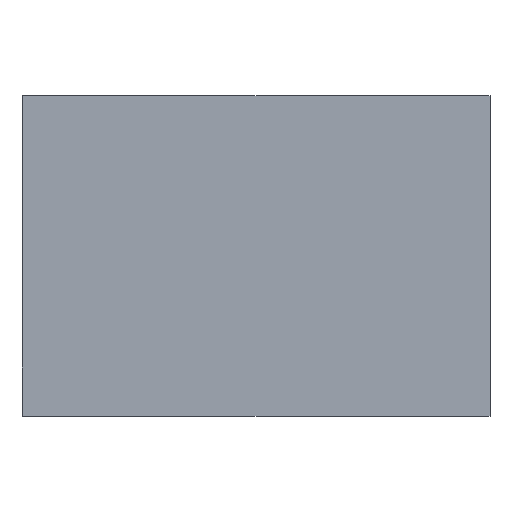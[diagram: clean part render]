
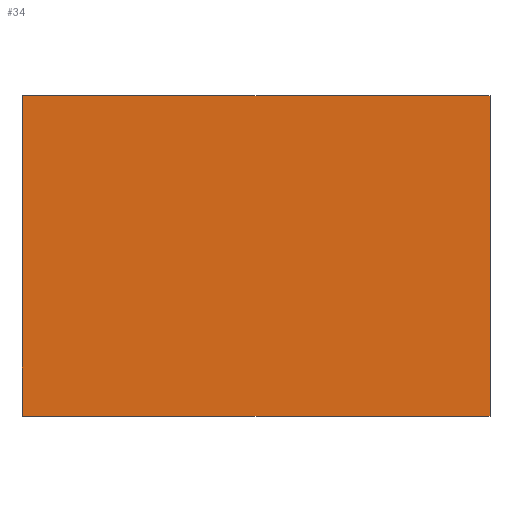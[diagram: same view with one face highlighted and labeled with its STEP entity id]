
A CAD part, top view. The second image highlights one B-rep face of the part: STEP entity #34.
In plain terms, the highlighted planar face has unit normal (0, 0, 1).
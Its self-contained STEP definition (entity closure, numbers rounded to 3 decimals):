
#5 = ORIENTED_EDGE ( 'NONE', *, *, #533, .T. ) ;
#17 = CARTESIAN_POINT ( 'NONE',  ( 0., 0., 18. ) ) ;
#34 = ADVANCED_FACE ( 'NONE', ( #234 ), #204, .T. ) ;
#55 = ORIENTED_EDGE ( 'NONE', *, *, #72, .T. ) ;
#72 = EDGE_CURVE ( 'NONE', #532, #302, #563, .T. ) ;
#86 = CARTESIAN_POINT ( 'NONE',  ( 21.4, 14.65, 18. ) ) ;
#134 = VERTEX_POINT ( 'NONE', #355 ) ;
#144 = LINE ( 'NONE', #550, #536 ) ;
#159 = DIRECTION ( 'NONE',  ( 0., -1., 0. ) ) ;
#164 = ORIENTED_EDGE ( 'NONE', *, *, #188, .T. ) ;
#166 = LINE ( 'NONE', #86, #215 ) ;
#188 = EDGE_CURVE ( 'NONE', #302, #134, #262, .T. ) ;
#204 = PLANE ( 'NONE',  #311 ) ;
#215 = VECTOR ( 'NONE', #449, 1000. ) ;
#234 = FACE_OUTER_BOUND ( 'NONE', #445, .T. ) ;
#262 = LINE ( 'NONE', #493, #333 ) ;
#265 = ORIENTED_EDGE ( 'NONE', *, *, #360, .T. ) ;
#270 = DIRECTION ( 'NONE',  ( -1., 0., 0. ) ) ;
#290 = VECTOR ( 'NONE', #159, 1000. ) ;
#291 = DIRECTION ( 'NONE',  ( 1., 0., 0. ) ) ;
#302 = VERTEX_POINT ( 'NONE', #327 ) ;
#311 = AXIS2_PLACEMENT_3D ( 'NONE', #17, #514, #291 ) ;
#327 = CARTESIAN_POINT ( 'NONE',  ( -21.4, -14.65, 18. ) ) ;
#333 = VECTOR ( 'NONE', #451, 1000. ) ;
#341 = VERTEX_POINT ( 'NONE', #491 ) ;
#355 = CARTESIAN_POINT ( 'NONE',  ( 21.4, -14.65, 18. ) ) ;
#360 = EDGE_CURVE ( 'NONE', #134, #341, #166, .T. ) ;
#431 = CARTESIAN_POINT ( 'NONE',  ( -21.4, 14.65, 18. ) ) ;
#445 = EDGE_LOOP ( 'NONE', ( #55, #164, #265, #5 ) ) ;
#449 = DIRECTION ( 'NONE',  ( 0., 1., 0. ) ) ;
#451 = DIRECTION ( 'NONE',  ( 1., 0., 0. ) ) ;
#491 = CARTESIAN_POINT ( 'NONE',  ( 21.4, 14.65, 18. ) ) ;
#493 = CARTESIAN_POINT ( 'NONE',  ( -21.4, -14.65, 18. ) ) ;
#497 = CARTESIAN_POINT ( 'NONE',  ( -21.4, 14.65, 18. ) ) ;
#514 = DIRECTION ( 'NONE',  ( 0., 0., 1. ) ) ;
#532 = VERTEX_POINT ( 'NONE', #497 ) ;
#533 = EDGE_CURVE ( 'NONE', #341, #532, #144, .T. ) ;
#536 = VECTOR ( 'NONE', #270, 1000. ) ;
#550 = CARTESIAN_POINT ( 'NONE',  ( -21.4, 14.65, 18. ) ) ;
#563 = LINE ( 'NONE', #431, #290 ) ;
